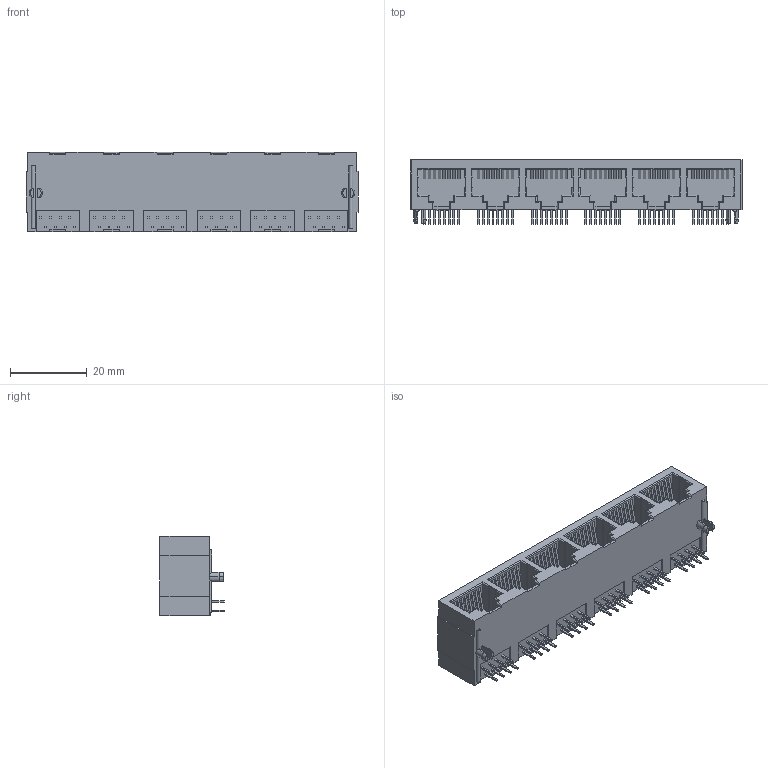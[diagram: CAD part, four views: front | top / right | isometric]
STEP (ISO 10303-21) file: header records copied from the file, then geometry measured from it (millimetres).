
FILE_DESCRIPTION (( 'STEP AP214' ), '1' );
FILE_NAME ('GSGX-N-6-88_A.STEP', '2020-03-24T20:20:27', ( '' ), ( '' ), 'SwSTEP 2.0', 'SolidWorks 2020', '' );
FILE_SCHEMA (( 'AUTOMOTIVE_DESIGN' ));
Length unit declared in the file: millimetre
Products named in the file (1): GSGX-N-6-88_A
Bounding box: 86.36 x 16.75 x 20.57 mm (x, y, z)
Volume: 16341.4 mm3; surface area: 10668.5 mm2
Topology: 1 solids, 1 shells, 844 faces, 2286 edges, 1496 vertices
Faces by surface type: plane 656, cylinder 182, cone 6
Entity records: 32484 total; most frequent: CARTESIAN_POINT 4855, ORIENTED_EDGE 4572, DIRECTION 4164, EDGE_CURVE 2286, LINE 1954, VECTOR 1954, VERTEX_POINT 1496, AXIS2_PLACEMENT_3D 1105
